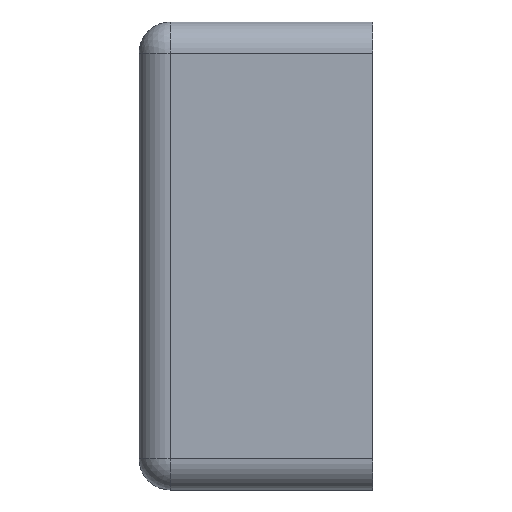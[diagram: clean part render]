
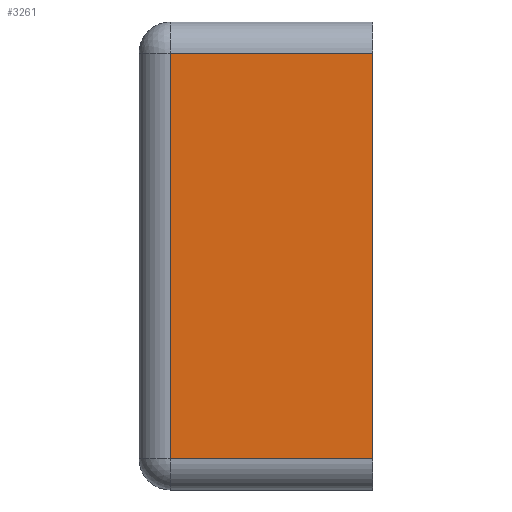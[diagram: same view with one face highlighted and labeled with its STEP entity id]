
A CAD part, left-side view. The second image highlights one B-rep face of the part: STEP entity #3261.
In plain terms, the highlighted planar face has unit normal (-1, 0, 0).
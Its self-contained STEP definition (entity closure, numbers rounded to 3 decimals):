
#1915=CARTESIAN_POINT('',(-30.,0.0,13.));
#1916=VERTEX_POINT('',#1915);
#1924=CARTESIAN_POINT('',(-30.,0.0,-13.));
#1925=VERTEX_POINT('',#1924);
#1926=CARTESIAN_POINT('',(-30.,0.0,13.));
#1927=DIRECTION('',(0.0,0.0,-1.0));
#1928=VECTOR('',#1927,26.0);
#1929=LINE('',#1926,#1928);
#1930=EDGE_CURVE('',#1916,#1925,#1929,.T.);
#2472=CARTESIAN_POINT('',(-30.,13.0,-13.));
#2473=VERTEX_POINT('',#2472);
#2497=CARTESIAN_POINT('',(-30.,0.0,-13.));
#2498=DIRECTION('',(0.0,1.0,0.0));
#2499=VECTOR('',#2498,13.0);
#2500=LINE('',#2497,#2499);
#2501=EDGE_CURVE('',#1925,#2473,#2500,.T.);
#2518=CARTESIAN_POINT('',(-30.,13.0,13.));
#2519=VERTEX_POINT('',#2518);
#2559=CARTESIAN_POINT('',(-30.,13.0,13.));
#2560=DIRECTION('',(0.0,-1.0,0.0));
#2561=VECTOR('',#2560,13.0);
#2562=LINE('',#2559,#2561);
#2563=EDGE_CURVE('',#2519,#1916,#2562,.T.);
#2593=CARTESIAN_POINT('',(-30.,13.0,-13.));
#2594=DIRECTION('',(0.0,0.0,1.0));
#2595=VECTOR('',#2594,26.0);
#2596=LINE('',#2593,#2595);
#2597=EDGE_CURVE('',#2473,#2519,#2596,.T.);
#3250=CARTESIAN_POINT('',(-30.,0.0,-15.));
#3251=DIRECTION('',(-1.0,0.0,0.0));
#3252=DIRECTION('',(0.0,0.0,1.0));
#3253=AXIS2_PLACEMENT_3D('',#3250,#3251,#3252);
#3254=PLANE('',#3253);
#3255=ORIENTED_EDGE('',*,*,#2501,.F.);
#3256=ORIENTED_EDGE('',*,*,#1930,.F.);
#3257=ORIENTED_EDGE('',*,*,#2563,.F.);
#3258=ORIENTED_EDGE('',*,*,#2597,.F.);
#3259=EDGE_LOOP('',(#3255,#3256,#3257,#3258));
#3260=FACE_OUTER_BOUND('',#3259,.T.);
#3261=ADVANCED_FACE('',(#3260),#3254,.T.);
